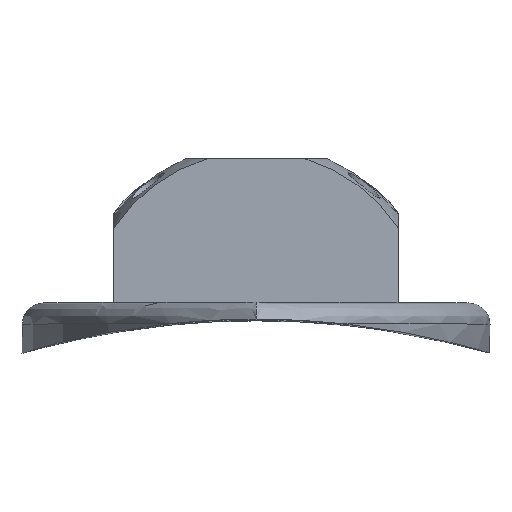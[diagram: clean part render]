
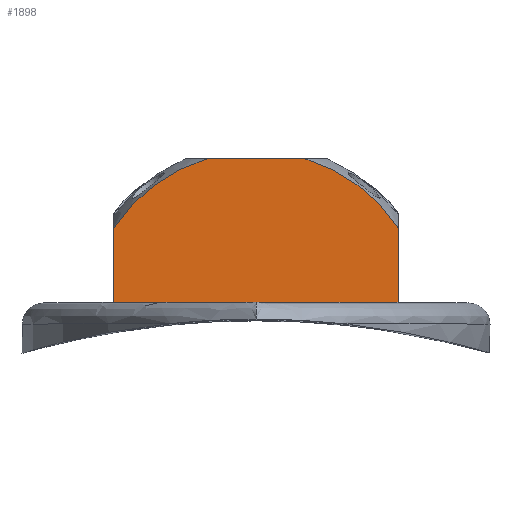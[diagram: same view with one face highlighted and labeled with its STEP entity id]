
A CAD part, top view. The second image highlights one B-rep face of the part: STEP entity #1898.
In plain terms, the highlighted planar face has unit normal (0, 0, 1).
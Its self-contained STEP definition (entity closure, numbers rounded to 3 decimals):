
#37 = EDGE_CURVE ( 'NONE', #757, #3020, #4758, .T. ) ;
#40 = DIRECTION ( 'NONE',  ( -1., 0., 0. ) ) ;
#44 = ORIENTED_EDGE ( 'NONE', *, *, #4704, .F. ) ;
#88 = DIRECTION ( 'NONE',  ( -1., 0., 0. ) ) ;
#121 = CIRCLE ( 'NONE', #2973, 2.54 ) ;
#142 = VERTEX_POINT ( 'NONE', #2148 ) ;
#166 = ORIENTED_EDGE ( 'NONE', *, *, #2884, .F. ) ;
#185 = DIRECTION ( 'NONE',  ( 1., 0., 0. ) ) ;
#203 = CARTESIAN_POINT ( 'NONE',  ( 4.54, -0.953, 67.361 ) ) ;
#424 = CARTESIAN_POINT ( 'NONE',  ( -13.348, 8.514, 67.361 ) ) ;
#428 = CARTESIAN_POINT ( 'NONE',  ( 0., -0.254, 67.361 ) ) ;
#441 = CARTESIAN_POINT ( 'NONE',  ( 4.54, 1.587, 67.361 ) ) ;
#464 = VECTOR ( 'NONE', #3672, 1000. ) ;
#526 = FACE_OUTER_BOUND ( 'NONE', #4420, .T. ) ;
#583 = CARTESIAN_POINT ( 'NONE',  ( 0., -0.254, 67.361 ) ) ;
#720 = EDGE_CURVE ( 'NONE', #2851, #1865, #3832, .T. ) ;
#757 = VERTEX_POINT ( 'NONE', #4255 ) ;
#765 = LINE ( 'NONE', #1047, #2248 ) ;
#826 = LINE ( 'NONE', #3870, #1346 ) ;
#865 = EDGE_CURVE ( 'NONE', #2851, #142, #765, .T. ) ;
#926 = CARTESIAN_POINT ( 'NONE',  ( -6.998, -0.313, 67.361 ) ) ;
#985 = EDGE_CURVE ( 'NONE', #1037, #1395, #3301, .T. ) ;
#1037 = VERTEX_POINT ( 'NONE', #3950 ) ;
#1047 = CARTESIAN_POINT ( 'NONE',  ( 6.998, 1.587, 67.361 ) ) ;
#1130 = DIRECTION ( 'NONE',  ( 1., 0., 0. ) ) ;
#1163 = VERTEX_POINT ( 'NONE', #926 ) ;
#1225 = DIRECTION ( 'NONE',  ( 0., 0., -1. ) ) ;
#1236 = EDGE_CURVE ( 'NONE', #1395, #757, #4913, .T. ) ;
#1334 = EDGE_CURVE ( 'NONE', #1163, #3432, #121, .T. ) ;
#1346 = VECTOR ( 'NONE', #3525, 1000. ) ;
#1372 = VERTEX_POINT ( 'NONE', #3921 ) ;
#1395 = VERTEX_POINT ( 'NONE', #424 ) ;
#1419 = EDGE_CURVE ( 'NONE', #3604, #1865, #826, .T. ) ;
#1462 = DIRECTION ( 'NONE',  ( 0., -1., 0. ) ) ;
#1599 = VECTOR ( 'NONE', #1130, 1000. ) ;
#1600 = CARTESIAN_POINT ( 'NONE',  ( -4.54, -0.953, 67.361 ) ) ;
#1616 = CARTESIAN_POINT ( 'NONE',  ( -13.348, 16.827, 67.361 ) ) ;
#1677 = AXIS2_PLACEMENT_3D ( 'NONE', #428, #3105, #88 ) ;
#1865 = VERTEX_POINT ( 'NONE', #4747 ) ;
#1898 = ADVANCED_FACE ( 'NONE', ( #526 ), #2854, .F. ) ;
#1903 = CARTESIAN_POINT ( 'NONE',  ( 6.998, 1.587, 67.361 ) ) ;
#2012 = AXIS2_PLACEMENT_3D ( 'NONE', #1616, #1225, #4795 ) ;
#2148 = CARTESIAN_POINT ( 'NONE',  ( 6.998, -0.313, 67.361 ) ) ;
#2168 = DIRECTION ( 'NONE',  ( 0., 0., -1. ) ) ;
#2248 = VECTOR ( 'NONE', #1462, 1000. ) ;
#2256 = VECTOR ( 'NONE', #3040, 1000. ) ;
#2442 = ORIENTED_EDGE ( 'NONE', *, *, #720, .T. ) ;
#2479 = VECTOR ( 'NONE', #185, 1000. ) ;
#2585 = CARTESIAN_POINT ( 'NONE',  ( 6.998, 1.587, 67.361 ) ) ;
#2770 = ORIENTED_EDGE ( 'NONE', *, *, #2922, .T. ) ;
#2851 = VERTEX_POINT ( 'NONE', #2585 ) ;
#2854 = PLANE ( 'NONE',  #2012 ) ;
#2884 = EDGE_CURVE ( 'NONE', #4670, #3432, #4147, .T. ) ;
#2905 = AXIS2_PLACEMENT_3D ( 'NONE', #203, #2168, #2983 ) ;
#2922 = EDGE_CURVE ( 'NONE', #4670, #142, #3222, .T. ) ;
#2973 = AXIS2_PLACEMENT_3D ( 'NONE', #1600, #3146, #40 ) ;
#2983 = DIRECTION ( 'NONE',  ( -1., 0., 0. ) ) ;
#3020 = VERTEX_POINT ( 'NONE', #3363 ) ;
#3040 = DIRECTION ( 'NONE',  ( -1., 0., 0. ) ) ;
#3091 = DIRECTION ( 'NONE',  ( 1., 0., 0. ) ) ;
#3105 = DIRECTION ( 'NONE',  ( 0., 0., 1. ) ) ;
#3146 = DIRECTION ( 'NONE',  ( 0., 0., -1. ) ) ;
#3210 = EDGE_CURVE ( 'NONE', #1037, #1372, #3469, .T. ) ;
#3222 = CIRCLE ( 'NONE', #2905, 2.54 ) ;
#3295 = CARTESIAN_POINT ( 'NONE',  ( -4.54, 1.587, 67.361 ) ) ;
#3301 = CIRCLE ( 'NONE', #1677, 15.97 ) ;
#3363 = CARTESIAN_POINT ( 'NONE',  ( -6.998, 1.587, 67.361 ) ) ;
#3371 = CARTESIAN_POINT ( 'NONE',  ( 13.348, 8.514, 67.361 ) ) ;
#3408 = ORIENTED_EDGE ( 'NONE', *, *, #3797, .T. ) ;
#3432 = VERTEX_POINT ( 'NONE', #3295 ) ;
#3469 = LINE ( 'NONE', #5036, #3715 ) ;
#3525 = DIRECTION ( 'NONE',  ( 0., -1., 0. ) ) ;
#3604 = VERTEX_POINT ( 'NONE', #3371 ) ;
#3671 = DIRECTION ( 'NONE',  ( -1., 0., 0. ) ) ;
#3672 = DIRECTION ( 'NONE',  ( 0., 1., 0. ) ) ;
#3675 = CARTESIAN_POINT ( 'NONE',  ( -13.348, 1.587, 67.361 ) ) ;
#3715 = VECTOR ( 'NONE', #3091, 1000. ) ;
#3758 = CARTESIAN_POINT ( 'NONE',  ( -13.348, 8.514, 67.361 ) ) ;
#3797 = EDGE_CURVE ( 'NONE', #3604, #1372, #4058, .T. ) ;
#3832 = LINE ( 'NONE', #1903, #1599 ) ;
#3870 = CARTESIAN_POINT ( 'NONE',  ( 13.348, 8.514, 67.361 ) ) ;
#3921 = CARTESIAN_POINT ( 'NONE',  ( 4.566, 15.05, 67.361 ) ) ;
#3950 = CARTESIAN_POINT ( 'NONE',  ( -4.566, 15.05, 67.361 ) ) ;
#4058 = CIRCLE ( 'NONE', #4394, 15.97 ) ;
#4089 = CARTESIAN_POINT ( 'NONE',  ( -6.998, -0.313, 67.361 ) ) ;
#4147 = LINE ( 'NONE', #4958, #2256 ) ;
#4255 = CARTESIAN_POINT ( 'NONE',  ( -13.348, 1.587, 67.361 ) ) ;
#4331 = ORIENTED_EDGE ( 'NONE', *, *, #865, .F. ) ;
#4377 = DIRECTION ( 'NONE',  ( 0., 0., 1. ) ) ;
#4394 = AXIS2_PLACEMENT_3D ( 'NONE', #583, #4377, #3671 ) ;
#4396 = ORIENTED_EDGE ( 'NONE', *, *, #3210, .F. ) ;
#4420 = EDGE_LOOP ( 'NONE', ( #4648, #3408, #4396, #4717, #4878, #4813, #44, #5021, #166, #2770, #4331, #2442 ) ) ;
#4532 = VECTOR ( 'NONE', #4615, 1000. ) ;
#4615 = DIRECTION ( 'NONE',  ( 0., -1., 0. ) ) ;
#4648 = ORIENTED_EDGE ( 'NONE', *, *, #1419, .F. ) ;
#4670 = VERTEX_POINT ( 'NONE', #441 ) ;
#4704 = EDGE_CURVE ( 'NONE', #1163, #3020, #4849, .T. ) ;
#4717 = ORIENTED_EDGE ( 'NONE', *, *, #985, .T. ) ;
#4747 = CARTESIAN_POINT ( 'NONE',  ( 13.348, 1.587, 67.361 ) ) ;
#4758 = LINE ( 'NONE', #3675, #2479 ) ;
#4795 = DIRECTION ( 'NONE',  ( 0., -1., 0. ) ) ;
#4813 = ORIENTED_EDGE ( 'NONE', *, *, #37, .T. ) ;
#4849 = LINE ( 'NONE', #4089, #464 ) ;
#4878 = ORIENTED_EDGE ( 'NONE', *, *, #1236, .T. ) ;
#4913 = LINE ( 'NONE', #3758, #4532 ) ;
#4958 = CARTESIAN_POINT ( 'NONE',  ( 4.54, 1.587, 67.361 ) ) ;
#5021 = ORIENTED_EDGE ( 'NONE', *, *, #1334, .T. ) ;
#5036 = CARTESIAN_POINT ( 'NONE',  ( -4.566, 15.05, 67.361 ) ) ;
